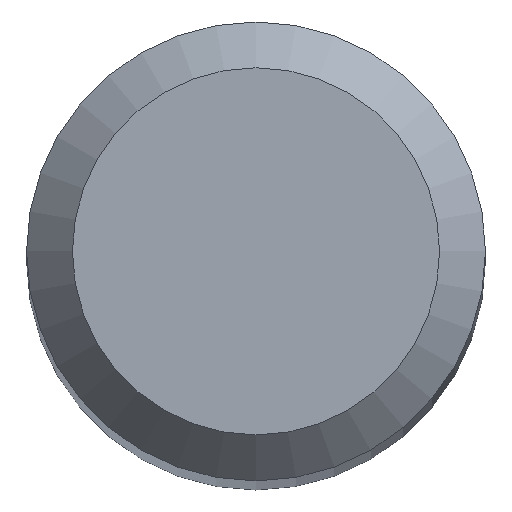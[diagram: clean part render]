
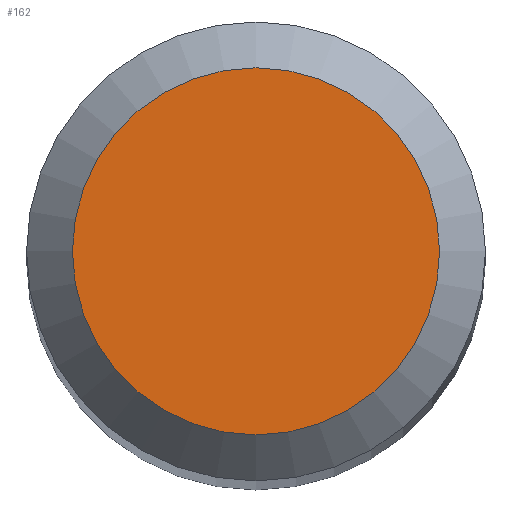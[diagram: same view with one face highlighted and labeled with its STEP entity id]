
A CAD part, top view. The second image highlights one B-rep face of the part: STEP entity #162.
In plain terms, the highlighted planar face has unit normal (0, 0, 1).
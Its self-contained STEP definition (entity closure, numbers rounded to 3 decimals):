
#3 = VERTEX_POINT ( 'NONE', #257 ) ;
#67 = AXIS2_PLACEMENT_3D ( 'NONE', #291, #84, #120 ) ;
#79 = AXIS2_PLACEMENT_3D ( 'NONE', #92, #117, #303 ) ;
#84 = DIRECTION ( 'NONE',  ( 0., 0., -1. ) ) ;
#92 = CARTESIAN_POINT ( 'NONE',  ( 0., 0., 61. ) ) ;
#117 = DIRECTION ( 'NONE',  ( 0., 0., -1. ) ) ;
#120 = DIRECTION ( 'NONE',  ( 0., 1., 0. ) ) ;
#124 = EDGE_CURVE ( 'NONE', #3, #3, #252, .T. ) ;
#145 = FACE_OUTER_BOUND ( 'NONE', #240, .T. ) ;
#162 = ADVANCED_FACE ( 'NONE', ( #145 ), #275, .F. ) ;
#193 = ORIENTED_EDGE ( 'NONE', *, *, #124, .F. ) ;
#240 = EDGE_LOOP ( 'NONE', ( #193 ) ) ;
#252 = CIRCLE ( 'NONE', #67, 1.2 ) ;
#257 = CARTESIAN_POINT ( 'NONE',  ( 0., 1.2, 61. ) ) ;
#275 = PLANE ( 'NONE',  #79 ) ;
#291 = CARTESIAN_POINT ( 'NONE',  ( 0., 0., 61. ) ) ;
#303 = DIRECTION ( 'NONE',  ( 0., 1., 0. ) ) ;
